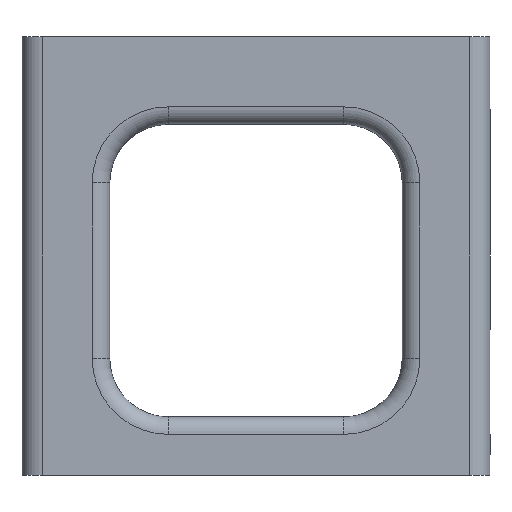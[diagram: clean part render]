
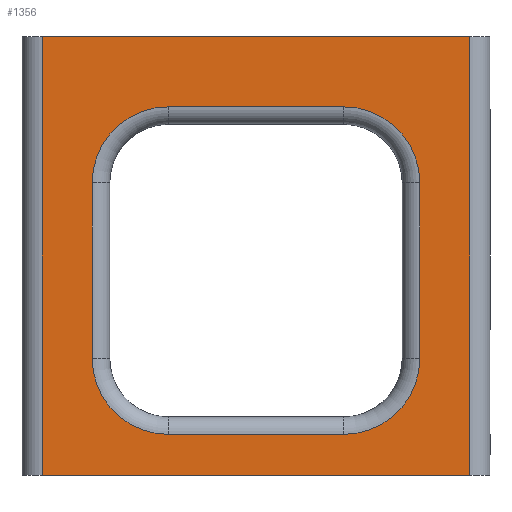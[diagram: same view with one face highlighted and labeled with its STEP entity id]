
A CAD part, left-side view. The second image highlights one B-rep face of the part: STEP entity #1356.
In plain terms, the highlighted planar face has unit normal (-1, 0, 0).
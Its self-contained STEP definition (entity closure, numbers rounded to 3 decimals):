
#15=FACE_BOUND('',#188,.T.);
#32=PLANE('',#1472);
#105=FACE_OUTER_BOUND('',#187,.T.);
#187=EDGE_LOOP('',(#934,#935,#936,#937));
#188=EDGE_LOOP('',(#938,#939,#940,#941,#942,#943,#944,#945));
#273=LINE('',#2094,#364);
#274=LINE('',#2105,#365);
#276=LINE('',#2117,#367);
#278=LINE('',#2129,#369);
#286=LINE('',#2171,#377);
#287=LINE('',#2173,#378);
#288=LINE('',#2175,#379);
#289=LINE('',#2176,#380);
#364=VECTOR('',#1633,10.);
#365=VECTOR('',#1646,10.);
#367=VECTOR('',#1660,10.);
#369=VECTOR('',#1674,10.);
#377=VECTOR('',#1706,10.);
#378=VECTOR('',#1707,10.);
#379=VECTOR('',#1708,10.);
#380=VECTOR('',#1709,10.);
#457=CIRCLE('',#1445,13.);
#461=CIRCLE('',#1451,13.);
#465=CIRCLE('',#1457,13.);
#468=CIRCLE('',#1462,13.);
#548=VERTEX_POINT('',#2087);
#551=VERTEX_POINT('',#2092);
#553=VERTEX_POINT('',#2097);
#555=VERTEX_POINT('',#2103);
#557=VERTEX_POINT('',#2109);
#559=VERTEX_POINT('',#2115);
#561=VERTEX_POINT('',#2121);
#563=VERTEX_POINT('',#2127);
#572=VERTEX_POINT('',#2169);
#573=VERTEX_POINT('',#2170);
#574=VERTEX_POINT('',#2172);
#575=VERTEX_POINT('',#2174);
#677=EDGE_CURVE('',#551,#548,#273,.T.);
#679=EDGE_CURVE('',#553,#551,#457,.T.);
#682=EDGE_CURVE('',#555,#553,#274,.T.);
#685=EDGE_CURVE('',#557,#555,#461,.T.);
#688=EDGE_CURVE('',#559,#557,#276,.T.);
#691=EDGE_CURVE('',#561,#559,#465,.T.);
#694=EDGE_CURVE('',#563,#561,#278,.T.);
#696=EDGE_CURVE('',#548,#563,#468,.T.);
#710=EDGE_CURVE('',#572,#573,#286,.T.);
#711=EDGE_CURVE('',#574,#572,#287,.T.);
#712=EDGE_CURVE('',#575,#574,#288,.T.);
#713=EDGE_CURVE('',#573,#575,#289,.T.);
#934=ORIENTED_EDGE('',*,*,#710,.F.);
#935=ORIENTED_EDGE('',*,*,#711,.F.);
#936=ORIENTED_EDGE('',*,*,#712,.F.);
#937=ORIENTED_EDGE('',*,*,#713,.F.);
#938=ORIENTED_EDGE('',*,*,#677,.F.);
#939=ORIENTED_EDGE('',*,*,#679,.F.);
#940=ORIENTED_EDGE('',*,*,#682,.F.);
#941=ORIENTED_EDGE('',*,*,#685,.F.);
#942=ORIENTED_EDGE('',*,*,#688,.F.);
#943=ORIENTED_EDGE('',*,*,#691,.F.);
#944=ORIENTED_EDGE('',*,*,#694,.F.);
#945=ORIENTED_EDGE('',*,*,#696,.F.);
#1356=ADVANCED_FACE('',(#105,#15),#32,.T.);
#1445=AXIS2_PLACEMENT_3D('',#2099,#1638,#1639);
#1451=AXIS2_PLACEMENT_3D('',#2111,#1652,#1653);
#1457=AXIS2_PLACEMENT_3D('',#2123,#1666,#1667);
#1462=AXIS2_PLACEMENT_3D('',#2132,#1678,#1679);
#1472=AXIS2_PLACEMENT_3D('',#2168,#1704,#1705);
#1633=DIRECTION('',(0.,1.,0.));
#1638=DIRECTION('center_axis',(-1.,0.,0.));
#1639=DIRECTION('ref_axis',(0.,-0.707,0.707));
#1646=DIRECTION('',(0.,0.,1.));
#1652=DIRECTION('center_axis',(-1.,0.,0.));
#1653=DIRECTION('ref_axis',(0.,-0.707,-0.707));
#1660=DIRECTION('',(0.,-1.,0.));
#1666=DIRECTION('center_axis',(-1.,0.,0.));
#1667=DIRECTION('ref_axis',(0.,0.707,-0.707));
#1674=DIRECTION('',(0.,0.,-1.));
#1678=DIRECTION('center_axis',(-1.,0.,0.));
#1679=DIRECTION('ref_axis',(0.,0.707,0.707));
#1704=DIRECTION('center_axis',(-1.,0.,0.));
#1705=DIRECTION('ref_axis',(0.,-1.,0.));
#1706=DIRECTION('',(0.,0.,-1.));
#1707=DIRECTION('',(0.,-1.,0.));
#1708=DIRECTION('',(0.,0.,1.));
#1709=DIRECTION('',(0.,1.,0.));
#2087=CARTESIAN_POINT('',(174.981,127.456,63.));
#2092=CARTESIAN_POINT('',(174.981,97.456,63.));
#2094=CARTESIAN_POINT('',(174.981,139.956,63.));
#2097=CARTESIAN_POINT('',(174.981,84.456,50.));
#2099=CARTESIAN_POINT('Origin',(174.981,97.456,50.));
#2103=CARTESIAN_POINT('',(174.981,84.456,20.));
#2105=CARTESIAN_POINT('',(174.981,84.456,25.));
#2109=CARTESIAN_POINT('',(174.981,97.456,7.));
#2111=CARTESIAN_POINT('Origin',(174.981,97.456,20.));
#2115=CARTESIAN_POINT('',(174.981,127.456,7.));
#2117=CARTESIAN_POINT('',(174.981,124.956,7.));
#2121=CARTESIAN_POINT('',(174.981,140.456,20.));
#2123=CARTESIAN_POINT('Origin',(174.981,127.456,20.));
#2127=CARTESIAN_POINT('',(174.981,140.456,50.));
#2129=CARTESIAN_POINT('',(174.981,140.456,10.));
#2132=CARTESIAN_POINT('Origin',(174.981,127.456,50.));
#2168=CARTESIAN_POINT('Origin',(174.981,152.456,0.));
#2169=CARTESIAN_POINT('',(174.981,75.956,75.));
#2170=CARTESIAN_POINT('',(174.981,75.956,0.));
#2171=CARTESIAN_POINT('',(174.981,75.956,0.));
#2172=CARTESIAN_POINT('',(174.981,148.956,75.));
#2173=CARTESIAN_POINT('',(174.981,72.456,75.));
#2174=CARTESIAN_POINT('',(174.981,148.956,0.));
#2175=CARTESIAN_POINT('',(174.981,148.956,0.));
#2176=CARTESIAN_POINT('',(174.981,72.456,0.));
